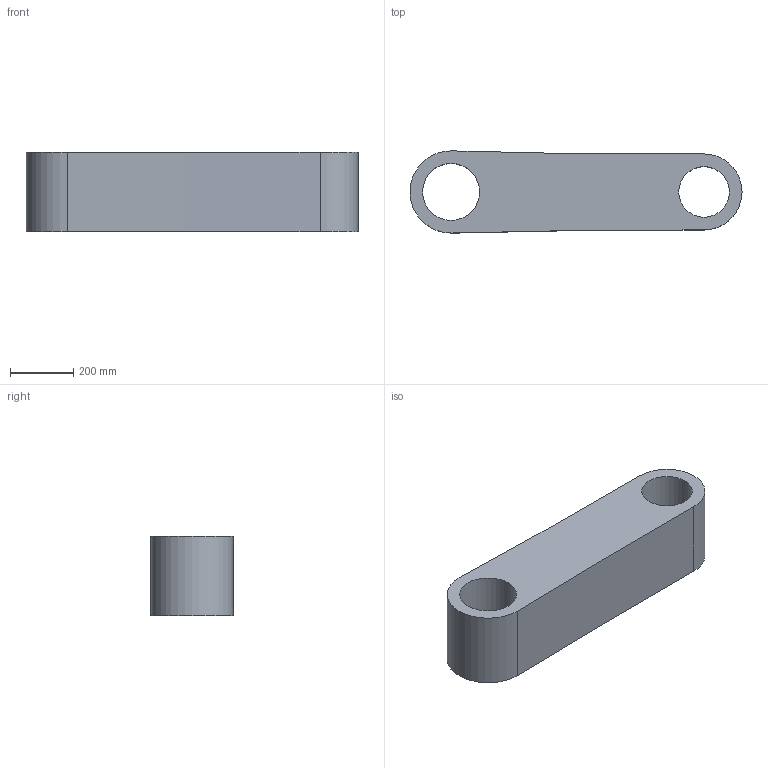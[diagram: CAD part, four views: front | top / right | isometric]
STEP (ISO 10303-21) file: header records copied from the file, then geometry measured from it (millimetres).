
FILE_DESCRIPTION(/* description */ (''),/* implementation_level */ '2;1');
FILE_NAME(/* name */ 'link2 v1.step',/* time_stamp */ '2024-05-05T12:28:03+08:00',/* author */ (''),/* organization */ (''),/* preprocessor_version */ 'ST-DEVELOPER v20',/* originating_system */ 'Autodesk Translation Framework v12.20.1.177',/* authorisation */ '');
FILE_SCHEMA (('AUTOMOTIVE_DESIGN { 1 0 10303 214 3 1 1 }'));
Length unit declared in the file: millimetre
Products named in the file (1): link2
Bounding box: 1050 x 260 x 250 mm (x, y, z)
Volume: 49996667.9 mm3; surface area: 1263409.6 mm2
Topology: 1 solids, 1 shells, 10 faces, 24 edges, 16 vertices
Faces by surface type: cylinder 4, bspline 4, plane 2
Full cylindrical faces by diameter (mm): 160 x1, 180 x1
Entity records: 453 total; most frequent: CARTESIAN_POINT 207, ORIENTED_EDGE 48, DIRECTION 38, EDGE_CURVE 24, VERTEX_POINT 16, AXIS2_PLACEMENT_3D 15, EDGE_LOOP 14, FACE_OUTER_BOUND 10
